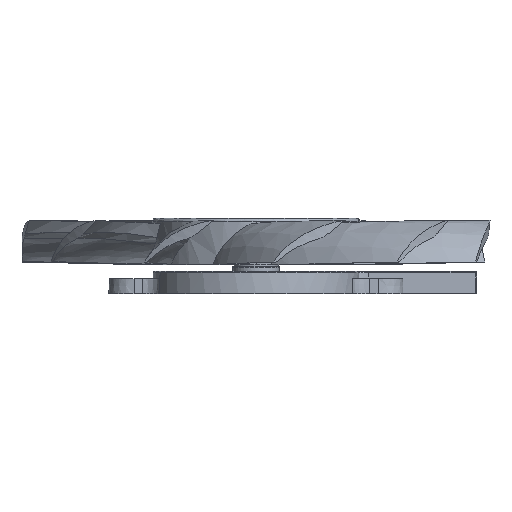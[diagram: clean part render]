
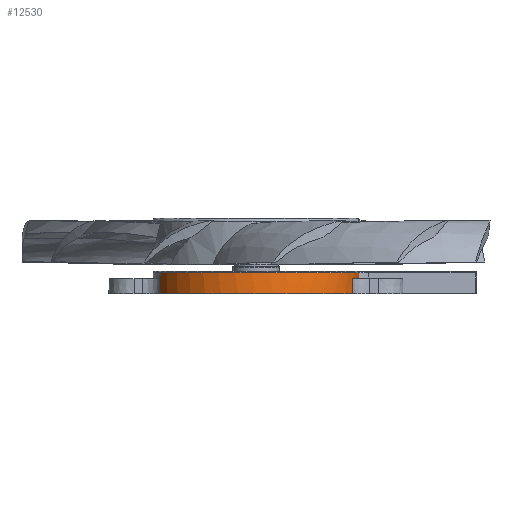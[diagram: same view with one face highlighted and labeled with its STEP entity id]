
A CAD part, left-side view. The second image highlights one B-rep face of the part: STEP entity #12530.
In plain terms, the highlighted conical face has half-angle 2 degrees and reference radius 14.4 mm.
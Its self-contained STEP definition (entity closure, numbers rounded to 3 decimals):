
#315 = EDGE_CURVE ( 'NONE', #17470, #18576, #7237, .T. ) ;
#487 = ORIENTED_EDGE ( 'NONE', *, *, #1224, .F. ) ;
#531 = ORIENTED_EDGE ( 'NONE', *, *, #8256, .F. ) ;
#708 = CIRCLE ( 'NONE', #2594, 14.327 ) ;
#1164 = AXIS2_PLACEMENT_3D ( 'NONE', #11703, #1550, #13396 ) ;
#1224 = EDGE_CURVE ( 'NONE', #13399, #13675, #19402, .T. ) ;
#1550 = DIRECTION ( 'NONE',  ( 0., 1., 0. ) ) ;
#1756 = CONICAL_SURFACE ( 'NONE', #13112, 14.4, 0.035 ) ;
#2434 = DIRECTION ( 'NONE',  ( 0.012, -0.999, 0.033 ) ) ;
#2509 = CARTESIAN_POINT ( 'NONE',  ( 5.112, -3.1, 13.462 ) ) ;
#2594 = AXIS2_PLACEMENT_3D ( 'NONE', #16224, #6070, #17909 ) ;
#2875 = LINE ( 'NONE', #10464, #11366 ) ;
#3247 = VECTOR ( 'NONE', #2434, 1000. ) ;
#3319 = CARTESIAN_POINT ( 'NONE',  ( -5.076, -0.176, -13.366 ) ) ;
#3396 = CARTESIAN_POINT ( 'NONE',  ( 5.086, -1., 13.393 ) ) ;
#4028 = ORIENTED_EDGE ( 'NONE', *, *, #20351, .F. ) ;
#4445 = CARTESIAN_POINT ( 'NONE',  ( 0., -0.193, 0. ) ) ;
#4674 = LINE ( 'NONE', #9769, #12642 ) ;
#5080 = CARTESIAN_POINT ( 'NONE',  ( 5.368, -3.1, 13.362 ) ) ;
#5756 = CARTESIAN_POINT ( 'NONE',  ( 0., -3.1, 0. ) ) ;
#6061 = CIRCLE ( 'NONE', #1164, 14.4 ) ;
#6070 = DIRECTION ( 'NONE',  ( 0., 1., 0. ) ) ;
#6145 = DIRECTION ( 'NONE',  ( -1., 0., 0. ) ) ;
#6211 = EDGE_LOOP ( 'NONE', ( #487, #4028, #531, #14146, #17093, #21959, #6867, #18280 ) ) ;
#6424 = AXIS2_PLACEMENT_3D ( 'NONE', #5756, #17603, #7476 ) ;
#6867 = ORIENTED_EDGE ( 'NONE', *, *, #9002, .F. ) ;
#7237 = LINE ( 'NONE', #12586, #3247 ) ;
#7476 = DIRECTION ( 'NONE',  ( 0., 0., -1. ) ) ;
#8256 = EDGE_CURVE ( 'NONE', #18576, #20614, #6061, .T. ) ;
#8931 = EDGE_CURVE ( 'NONE', #12368, #20196, #2875, .T. ) ;
#9002 = EDGE_CURVE ( 'NONE', #17173, #12368, #10833, .T. ) ;
#9769 = CARTESIAN_POINT ( 'NONE',  ( -6490.555, 499000., -16156.163 ) ) ;
#10464 = CARTESIAN_POINT ( 'NONE',  ( 6181.481, 499000., -16276.923 ) ) ;
#10833 = CIRCLE ( 'NONE', #6424, 14.4 ) ;
#11366 = VECTOR ( 'NONE', #13871, 1000. ) ;
#11703 = CARTESIAN_POINT ( 'NONE',  ( 0., -3.1, 0. ) ) ;
#12368 = VERTEX_POINT ( 'NONE', #14381 ) ;
#12530 = ADVANCED_FACE ( 'NONE', ( #15813 ), #1756, .F. ) ;
#12586 = CARTESIAN_POINT ( 'NONE',  ( -6181.481, 499000., -16276.923 ) ) ;
#12642 = VECTOR ( 'NONE', #21597, 1000. ) ;
#13112 = AXIS2_PLACEMENT_3D ( 'NONE', #14594, #16293, #19684 ) ;
#13396 = DIRECTION ( 'NONE',  ( 0., 0., 1. ) ) ;
#13399 = VERTEX_POINT ( 'NONE', #13983 ) ;
#13471 = DIRECTION ( 'NONE',  ( -0.012, -0.999, -0.033 ) ) ;
#13490 = CARTESIAN_POINT ( 'NONE',  ( -5.112, -3.1, -13.462 ) ) ;
#13675 = VERTEX_POINT ( 'NONE', #15976 ) ;
#13871 = DIRECTION ( 'NONE',  ( 0.012, 0.999, -0.033 ) ) ;
#13983 = CARTESIAN_POINT ( 'NONE',  ( 5.33, -0.193, 13.268 ) ) ;
#14146 = ORIENTED_EDGE ( 'NONE', *, *, #315, .F. ) ;
#14381 = CARTESIAN_POINT ( 'NONE',  ( -5.112, -3.1, 13.462 ) ) ;
#14594 = CARTESIAN_POINT ( 'NONE',  ( 0., -3.1, 0. ) ) ;
#14602 = AXIS2_PLACEMENT_3D ( 'NONE', #4445, #16299, #6145 ) ;
#15813 = FACE_OUTER_BOUND ( 'NONE', #6211, .T. ) ;
#15976 = CARTESIAN_POINT ( 'NONE',  ( -5.076, -0.193, -13.367 ) ) ;
#16224 = CARTESIAN_POINT ( 'NONE',  ( 0., -1., 0. ) ) ;
#16293 = DIRECTION ( 'NONE',  ( 0., -1., 0. ) ) ;
#16299 = DIRECTION ( 'NONE',  ( 0., -1., 0. ) ) ;
#16618 = VECTOR ( 'NONE', #13471, 1000. ) ;
#17093 = ORIENTED_EDGE ( 'NONE', *, *, #20085, .F. ) ;
#17173 = VERTEX_POINT ( 'NONE', #13490 ) ;
#17470 = VERTEX_POINT ( 'NONE', #3396 ) ;
#17603 = DIRECTION ( 'NONE',  ( 0., 1., 0. ) ) ;
#17909 = DIRECTION ( 'NONE',  ( 0., 0., -1. ) ) ;
#18131 = EDGE_CURVE ( 'NONE', #13675, #17173, #21120, .T. ) ;
#18280 = ORIENTED_EDGE ( 'NONE', *, *, #18131, .F. ) ;
#18576 = VERTEX_POINT ( 'NONE', #2509 ) ;
#19402 = CIRCLE ( 'NONE', #14602, 14.298 ) ;
#19684 = DIRECTION ( 'NONE',  ( 0., 0., -1. ) ) ;
#20085 = EDGE_CURVE ( 'NONE', #20196, #17470, #708, .T. ) ;
#20196 = VERTEX_POINT ( 'NONE', #21383 ) ;
#20351 = EDGE_CURVE ( 'NONE', #20614, #13399, #4674, .T. ) ;
#20614 = VERTEX_POINT ( 'NONE', #5080 ) ;
#21120 = LINE ( 'NONE', #3319, #16618 ) ;
#21383 = CARTESIAN_POINT ( 'NONE',  ( -5.086, -1., 13.393 ) ) ;
#21597 = DIRECTION ( 'NONE',  ( -0.013, 0.999, -0.032 ) ) ;
#21959 = ORIENTED_EDGE ( 'NONE', *, *, #8931, .F. ) ;
